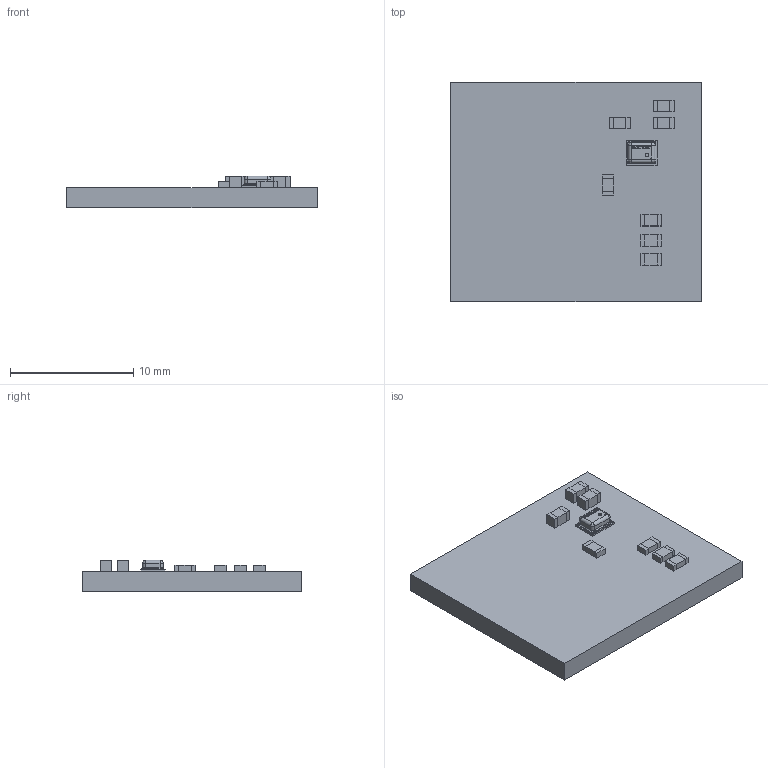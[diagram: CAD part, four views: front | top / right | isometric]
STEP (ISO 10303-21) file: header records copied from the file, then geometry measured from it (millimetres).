
FILE_DESCRIPTION(('Open CASCADE Model'),'2;1');
FILE_NAME('Open CASCADE Shape Model','2018-04-23T21:28:22',('Author'),( 'Open CASCADE'),'Open CASCADE STEP processor 6.5','Open CASCADE 6.5' ,'Unknown');
FILE_SCHEMA(('AUTOMOTIVE_DESIGN { 1 0 10303 214 1 1 1 1 }'));
Length unit declared in the file: millimetre
Products named in the file (23): PCB; Board; C1; 1175837712; Extruded; 1175837456; C2; C3; R1; 1189094656; 1189094528; U1; Module_LGA_2.0x2.5_Bosch-BMP280; R4; 1189095296; 1189094912; R3; R2
Assembly tree (37 placements, depth 4):
  PCB
    Board
    C1
      1175837712  x2
        Extruded
      1175837456
        Extruded
    C2
      1175837712  x2
        Extruded
      1175837456
        Extruded
    C3
      1175837712  x2
        Extruded
      1175837456
        Extruded
    R1
      1189094656  x2
        Extruded
      1189094528
        Extruded
    U1
      Module_LGA_2.0x2.5_Bosch-BMP280
    R4
      1189095296  x2
        Extruded
      1189094912
        Extruded
    R3
      1189094656  x2
        Extruded
      1189094528
        Extruded
    R2
      1189094656  x2
        Extruded
      1189094528
        Extruded
Bounding box: 20.32 x 17.78 x 2.58 mm (x, y, z)
Volume: 605.3 mm3; surface area: 928.7 mm2
Topology: 23 solids, 23 shells, 372 faces, 876 edges, 574 vertices
Faces by surface type: plane 337, cylinder 19, torus 12, sphere 4
Full cylindrical faces by diameter (mm): 0.15 x1, 0.2 x1, 0.3 x1
Entity records: 21061 total; most frequent: CARTESIAN_POINT 4786, DIRECTION 2616, LINE 1847, VECTOR 1847, ORIENTED_EDGE 1392, PCURVE 1392, DEFINITIONAL_REPRESENTATION 1392, EDGE_CURVE 696
